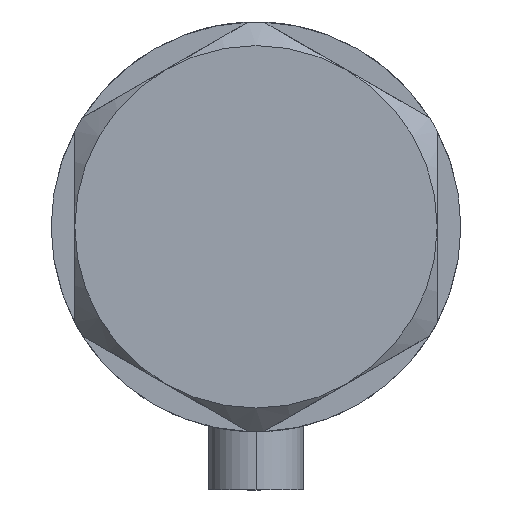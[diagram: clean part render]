
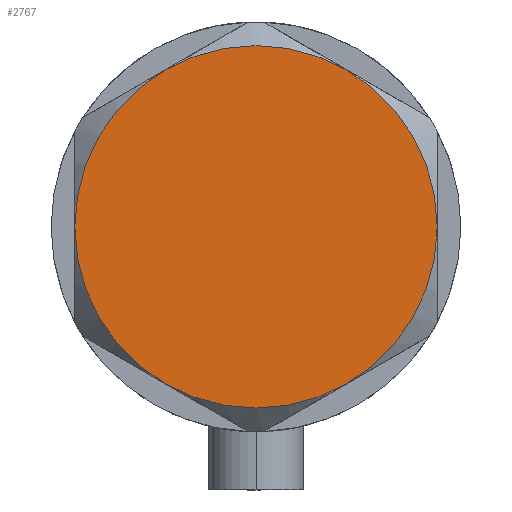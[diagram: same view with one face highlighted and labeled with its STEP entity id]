
A CAD part, left-side view. The second image highlights one B-rep face of the part: STEP entity #2767.
In plain terms, the highlighted face is planar.
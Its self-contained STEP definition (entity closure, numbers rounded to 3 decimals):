
#8 = ORIENTED_EDGE ( 'NONE', *, *, #1198, .T. ) ;
#84 = DIRECTION ( 'NONE',  ( 1., 0., 0. ) ) ;
#223 = DIRECTION ( 'NONE',  ( 0., 0., 1. ) ) ;
#387 = CIRCLE ( 'NONE', #3133, 23. ) ;
#415 = CARTESIAN_POINT ( 'NONE',  ( 0., 0., 9. ) ) ;
#540 = VERTEX_POINT ( 'NONE', #4295 ) ;
#589 = DIRECTION ( 'NONE',  ( 0., 0., 1. ) ) ;
#594 = CARTESIAN_POINT ( 'NONE',  ( 0., 0., 9. ) ) ;
#614 = CARTESIAN_POINT ( 'NONE',  ( -11.5, -19.919, 9. ) ) ;
#666 = EDGE_CURVE ( 'NONE', #1655, #2558, #387, .T. ) ;
#704 = CIRCLE ( 'NONE', #2581, 23. ) ;
#730 = EDGE_CURVE ( 'NONE', #4615, #2862, #2978, .T. ) ;
#749 = CARTESIAN_POINT ( 'NONE',  ( 23., 0., 9. ) ) ;
#759 = DIRECTION ( 'NONE',  ( 0., 0., 1. ) ) ;
#892 = EDGE_CURVE ( 'NONE', #4393, #1655, #2814, .T. ) ;
#895 = DIRECTION ( 'NONE',  ( 0., 0., 1. ) ) ;
#996 = DIRECTION ( 'NONE',  ( 1., 0., 0. ) ) ;
#1046 = CARTESIAN_POINT ( 'NONE',  ( 0., 0., 9. ) ) ;
#1198 = EDGE_CURVE ( 'NONE', #2862, #540, #704, .T. ) ;
#1261 = DIRECTION ( 'NONE',  ( 1., 0., 0. ) ) ;
#1290 = CARTESIAN_POINT ( 'NONE',  ( 11.5, 19.919, 9. ) ) ;
#1331 = AXIS2_PLACEMENT_3D ( 'NONE', #415, #1402, #3832 ) ;
#1402 = DIRECTION ( 'NONE',  ( 0., 0., 1. ) ) ;
#1472 = EDGE_CURVE ( 'NONE', #2558, #4615, #3545, .T. ) ;
#1524 = ORIENTED_EDGE ( 'NONE', *, *, #666, .T. ) ;
#1655 = VERTEX_POINT ( 'NONE', #1290 ) ;
#1720 = DIRECTION ( 'NONE',  ( 1., 0., 0. ) ) ;
#1743 = ORIENTED_EDGE ( 'NONE', *, *, #3781, .T. ) ;
#1769 = CARTESIAN_POINT ( 'NONE',  ( 0., 0., 9. ) ) ;
#2122 = FACE_OUTER_BOUND ( 'NONE', #4591, .T. ) ;
#2196 = CIRCLE ( 'NONE', #4334, 23. ) ;
#2290 = CARTESIAN_POINT ( 'NONE',  ( 0., 0., 9. ) ) ;
#2341 = CARTESIAN_POINT ( 'NONE',  ( 0., 0., 9. ) ) ;
#2558 = VERTEX_POINT ( 'NONE', #4526 ) ;
#2581 = AXIS2_PLACEMENT_3D ( 'NONE', #2290, #589, #4192 ) ;
#2767 = ADVANCED_FACE ( 'NONE', ( #2122 ), #2795, .T. ) ;
#2789 = ORIENTED_EDGE ( 'NONE', *, *, #730, .T. ) ;
#2795 = PLANE ( 'NONE',  #4552 ) ;
#2814 = CIRCLE ( 'NONE', #4797, 23. ) ;
#2862 = VERTEX_POINT ( 'NONE', #614 ) ;
#2957 = CARTESIAN_POINT ( 'NONE',  ( -23., 0., 9. ) ) ;
#2978 = CIRCLE ( 'NONE', #3052, 23. ) ;
#3052 = AXIS2_PLACEMENT_3D ( 'NONE', #3135, #4635, #1261 ) ;
#3133 = AXIS2_PLACEMENT_3D ( 'NONE', #1046, #3658, #4433 ) ;
#3135 = CARTESIAN_POINT ( 'NONE',  ( 0., 0., 9. ) ) ;
#3545 = CIRCLE ( 'NONE', #1331, 23. ) ;
#3658 = DIRECTION ( 'NONE',  ( 0., 0., 1. ) ) ;
#3744 = ORIENTED_EDGE ( 'NONE', *, *, #892, .T. ) ;
#3781 = EDGE_CURVE ( 'NONE', #540, #4393, #2196, .T. ) ;
#3832 = DIRECTION ( 'NONE',  ( 1., 0., 0. ) ) ;
#3885 = ORIENTED_EDGE ( 'NONE', *, *, #1472, .T. ) ;
#4192 = DIRECTION ( 'NONE',  ( 1., 0., 0. ) ) ;
#4295 = CARTESIAN_POINT ( 'NONE',  ( 11.5, -19.919, 9. ) ) ;
#4334 = AXIS2_PLACEMENT_3D ( 'NONE', #594, #223, #1720 ) ;
#4393 = VERTEX_POINT ( 'NONE', #749 ) ;
#4433 = DIRECTION ( 'NONE',  ( 1., 0., 0. ) ) ;
#4526 = CARTESIAN_POINT ( 'NONE',  ( -11.5, 19.919, 9. ) ) ;
#4552 = AXIS2_PLACEMENT_3D ( 'NONE', #1769, #895, #996 ) ;
#4591 = EDGE_LOOP ( 'NONE', ( #1743, #3744, #1524, #3885, #2789, #8 ) ) ;
#4615 = VERTEX_POINT ( 'NONE', #2957 ) ;
#4635 = DIRECTION ( 'NONE',  ( 0., 0., 1. ) ) ;
#4797 = AXIS2_PLACEMENT_3D ( 'NONE', #2341, #759, #84 ) ;
